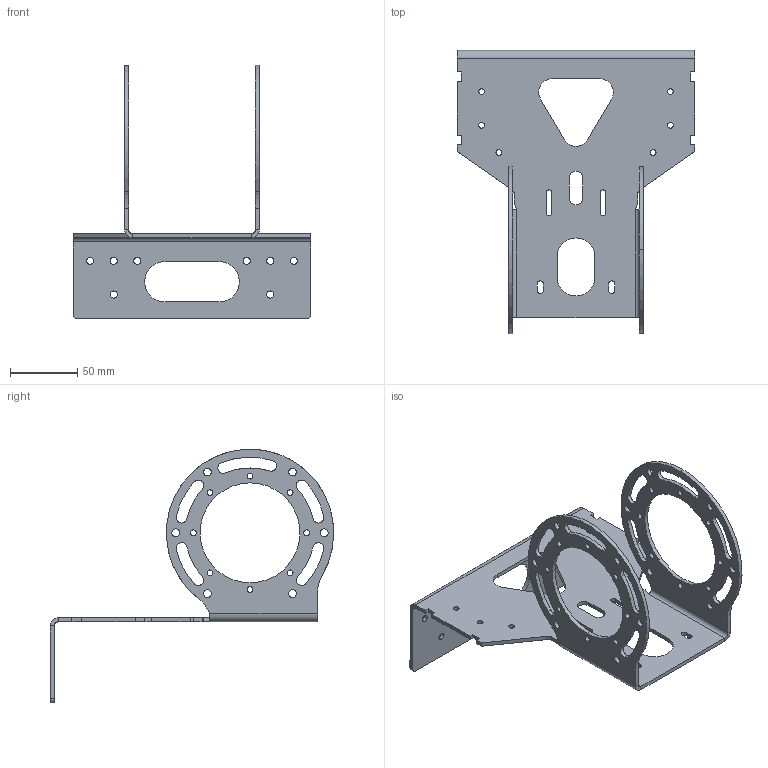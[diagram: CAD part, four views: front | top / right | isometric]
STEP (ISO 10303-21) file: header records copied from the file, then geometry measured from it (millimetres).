
FILE_DESCRIPTION (( 'STEP AP214' ), '1' );
FILE_NAME ('BLKS-SM001-diff_back_plate.STEP', '2025-08-14T12:34:30', ( '' ), ( '' ), 'SwSTEP 2.0', 'SolidWorks 2024', '' );
FILE_SCHEMA (( 'AUTOMOTIVE_DESIGN' ));
Length unit declared in the file: millimetre
Products named in the file (1): BLKS-SM001-diff_back_plate
Bounding box: 176 x 209.98 x 188 mm (x, y, z)
Volume: 131765 mm3; surface area: 99743.5 mm2
Topology: 1 solids, 1 shells, 238 faces, 684 edges, 448 vertices
Faces by surface type: cylinder 177, plane 61
Entity records: 8221 total; most frequent: DIRECTION 1516, CARTESIAN_POINT 1371, ORIENTED_EDGE 1368, EDGE_CURVE 684, AXIS2_PLACEMENT_3D 593, VERTEX_POINT 448, EDGE_LOOP 362, CIRCLE 354
